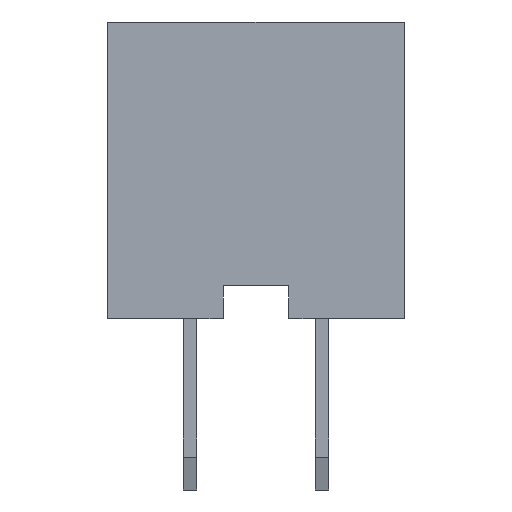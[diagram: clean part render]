
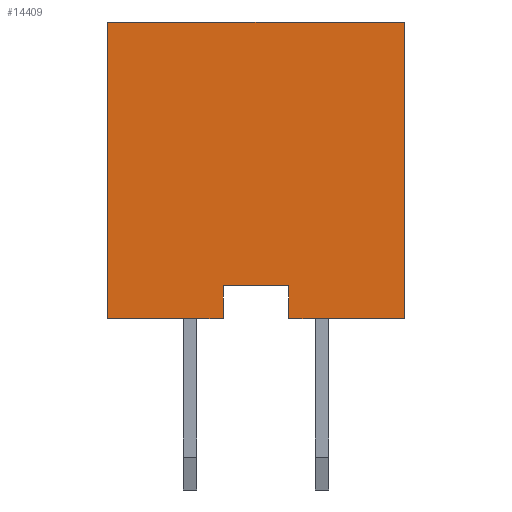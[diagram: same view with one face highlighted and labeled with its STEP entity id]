
A CAD part, left-side view. The second image highlights one B-rep face of the part: STEP entity #14409.
In plain terms, the highlighted planar face has unit normal (-1, 0, 0).
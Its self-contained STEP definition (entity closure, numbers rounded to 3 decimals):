
#2 = DIRECTION ( 'NONE',  ( 0., 0., 1. ) ) ;
#338 = CARTESIAN_POINT ( 'NONE',  ( -1., -0.5, 0.5 ) ) ;
#619 = VECTOR ( 'NONE', #7974, 1000. ) ;
#756 = DIRECTION ( 'NONE',  ( 0., 0., -1. ) ) ;
#770 = VERTEX_POINT ( 'NONE', #3503 ) ;
#847 = CARTESIAN_POINT ( 'NONE',  ( -1., -2.25, 0. ) ) ;
#1523 = VECTOR ( 'NONE', #6456, 1000. ) ;
#2213 = VECTOR ( 'NONE', #756, 1000. ) ;
#2331 = CARTESIAN_POINT ( 'NONE',  ( -1., -2.25, 0. ) ) ;
#2347 = DIRECTION ( 'NONE',  ( 1., 0., 0. ) ) ;
#2377 = ORIENTED_EDGE ( 'NONE', *, *, #18963, .F. ) ;
#2407 = DIRECTION ( 'NONE',  ( 0., -1., 0. ) ) ;
#2557 = CARTESIAN_POINT ( 'NONE',  ( -1., -0.5, 0. ) ) ;
#3503 = CARTESIAN_POINT ( 'NONE',  ( -1., -2.25, 0. ) ) ;
#3981 = CARTESIAN_POINT ( 'NONE',  ( -1., 2.25, 4.5 ) ) ;
#4308 = ORIENTED_EDGE ( 'NONE', *, *, #15088, .F. ) ;
#4340 = ORIENTED_EDGE ( 'NONE', *, *, #18174, .F. ) ;
#4347 = LINE ( 'NONE', #15218, #619 ) ;
#5378 = DIRECTION ( 'NONE',  ( 0., -1., 0. ) ) ;
#5846 = ORIENTED_EDGE ( 'NONE', *, *, #7015, .T. ) ;
#5968 = ORIENTED_EDGE ( 'NONE', *, *, #12135, .F. ) ;
#6309 = ORIENTED_EDGE ( 'NONE', *, *, #11850, .T. ) ;
#6456 = DIRECTION ( 'NONE',  ( 0., 0., -1. ) ) ;
#6653 = AXIS2_PLACEMENT_3D ( 'NONE', #16710, #2347, #11989 ) ;
#6749 = CARTESIAN_POINT ( 'NONE',  ( -1., 2.25, 4.5 ) ) ;
#6848 = VECTOR ( 'NONE', #5378, 1000. ) ;
#7015 = EDGE_CURVE ( 'NONE', #19281, #13757, #7912, .T. ) ;
#7137 = LINE ( 'NONE', #2331, #6848 ) ;
#7324 = CARTESIAN_POINT ( 'NONE',  ( -1., -2.25, 4.5 ) ) ;
#7357 = FACE_OUTER_BOUND ( 'NONE', #12704, .T. ) ;
#7364 = EDGE_CURVE ( 'NONE', #13757, #10526, #7137, .T. ) ;
#7557 = DIRECTION ( 'NONE',  ( 0., 1., 0. ) ) ;
#7912 = LINE ( 'NONE', #6749, #1523 ) ;
#7974 = DIRECTION ( 'NONE',  ( 0., 0., -1. ) ) ;
#9025 = DIRECTION ( 'NONE',  ( 0., -1., 0. ) ) ;
#10001 = CARTESIAN_POINT ( 'NONE',  ( -1., 0.5, 0.5 ) ) ;
#10014 = VECTOR ( 'NONE', #7557, 1000. ) ;
#10073 = ORIENTED_EDGE ( 'NONE', *, *, #7364, .T. ) ;
#10526 = VERTEX_POINT ( 'NONE', #11276 ) ;
#10609 = LINE ( 'NONE', #847, #14316 ) ;
#10653 = LINE ( 'NONE', #14294, #18526 ) ;
#10894 = CARTESIAN_POINT ( 'NONE',  ( -1., 2.25, 0. ) ) ;
#11276 = CARTESIAN_POINT ( 'NONE',  ( -1., 0.5, 0. ) ) ;
#11850 = EDGE_CURVE ( 'NONE', #14333, #770, #10609, .T. ) ;
#11989 = DIRECTION ( 'NONE',  ( 0., 1., 0. ) ) ;
#12135 = EDGE_CURVE ( 'NONE', #17156, #10526, #15032, .T. ) ;
#12704 = EDGE_LOOP ( 'NONE', ( #10073, #5968, #4308, #4340, #6309, #13313, #2377, #5846 ) ) ;
#13313 = ORIENTED_EDGE ( 'NONE', *, *, #16073, .F. ) ;
#13757 = VERTEX_POINT ( 'NONE', #10894 ) ;
#14005 = VERTEX_POINT ( 'NONE', #16519 ) ;
#14127 = VECTOR ( 'NONE', #2407, 1000. ) ;
#14294 = CARTESIAN_POINT ( 'NONE',  ( -1., -0.5, 0.5 ) ) ;
#14316 = VECTOR ( 'NONE', #9025, 1000. ) ;
#14333 = VERTEX_POINT ( 'NONE', #2557 ) ;
#14409 = ADVANCED_FACE ( 'NONE', ( #7357 ), #18412, .F. ) ;
#15032 = LINE ( 'NONE', #10001, #2213 ) ;
#15088 = EDGE_CURVE ( 'NONE', #19477, #17156, #19047, .T. ) ;
#15218 = CARTESIAN_POINT ( 'NONE',  ( -1., -2.25, 4.5 ) ) ;
#15954 = CARTESIAN_POINT ( 'NONE',  ( -1., 0.5, 0.5 ) ) ;
#16073 = EDGE_CURVE ( 'NONE', #14005, #770, #4347, .T. ) ;
#16519 = CARTESIAN_POINT ( 'NONE',  ( -1., -2.25, 4.5 ) ) ;
#16710 = CARTESIAN_POINT ( 'NONE',  ( -1., -2.25, 4.5 ) ) ;
#16880 = LINE ( 'NONE', #7324, #14127 ) ;
#17156 = VERTEX_POINT ( 'NONE', #18276 ) ;
#18174 = EDGE_CURVE ( 'NONE', #14333, #19477, #10653, .T. ) ;
#18276 = CARTESIAN_POINT ( 'NONE',  ( -1., 0.5, 0.5 ) ) ;
#18412 = PLANE ( 'NONE',  #6653 ) ;
#18526 = VECTOR ( 'NONE', #2, 1000. ) ;
#18963 = EDGE_CURVE ( 'NONE', #19281, #14005, #16880, .T. ) ;
#19047 = LINE ( 'NONE', #15954, #10014 ) ;
#19281 = VERTEX_POINT ( 'NONE', #3981 ) ;
#19477 = VERTEX_POINT ( 'NONE', #338 ) ;
